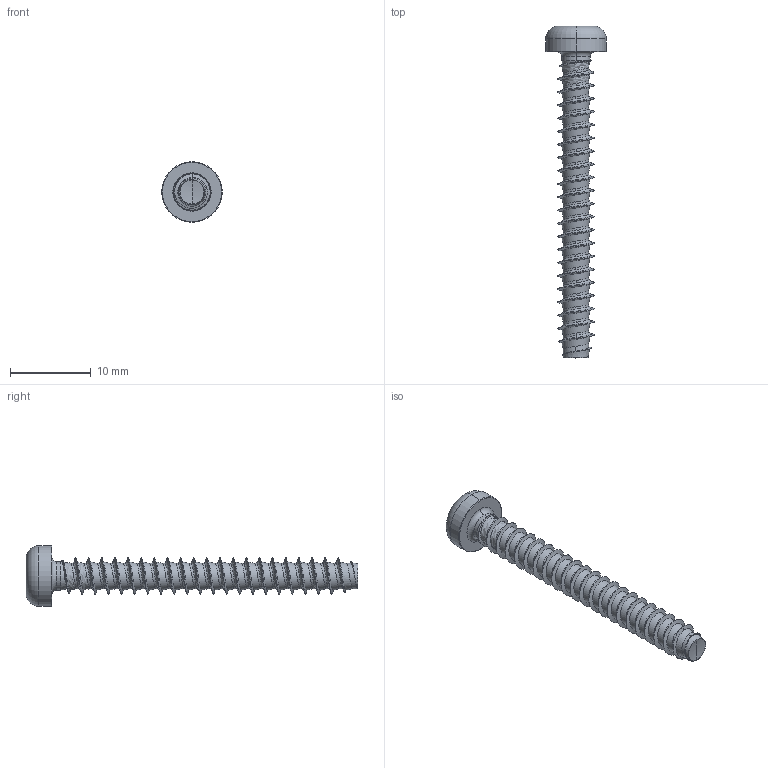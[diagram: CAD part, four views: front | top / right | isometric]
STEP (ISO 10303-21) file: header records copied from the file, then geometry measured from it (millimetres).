
FILE_DESCRIPTION (( 'STEP AP203' ), '1' );
FILE_NAME ('STP390450380.STEP', '2020-09-04T13:48:28', ( '' ), ( '' ), 'SwSTEP 2.0', 'SolidWorks 2015', '' );
FILE_SCHEMA (( 'CONFIG_CONTROL_DESIGN' ));
Length unit declared in the file: millimetre
Products named in the file (2): STP390450380
Bounding box: 7.5 x 41.19 x 7.5 mm (x, y, z)
Volume: 465 mm3; surface area: 796 mm2
Topology: 1 solids, 1 shells, 127 faces, 327 edges, 202 vertices
Faces by surface type: cylinder 70, bspline 35, cone 10, torus 6, sphere 4, plane 2
Entity records: 36356 total; most frequent: CARTESIAN_POINT 33621, ORIENTED_EDGE 650, DIRECTION 396, EDGE_CURVE 325, VERTEX_POINT 202, AXIS2_PLACEMENT_3D 156, B_SPLINE_CURVE_WITH_KNOTS 134, EDGE_LOOP 129
